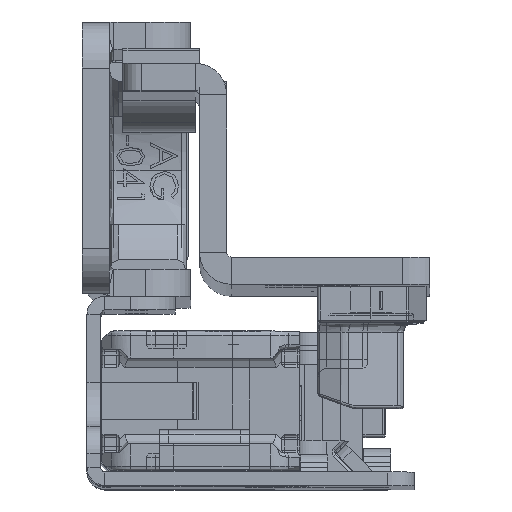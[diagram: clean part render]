
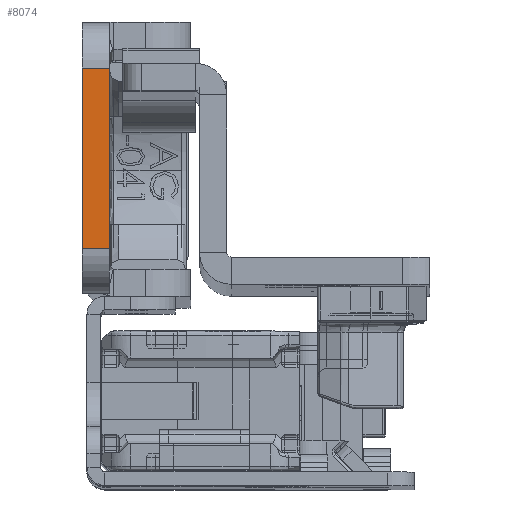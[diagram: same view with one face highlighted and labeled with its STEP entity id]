
A CAD part, top view. The second image highlights one B-rep face of the part: STEP entity #8074.
In plain terms, the highlighted planar face has unit normal (0, 0, 1).
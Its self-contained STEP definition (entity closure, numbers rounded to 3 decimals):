
#572 = LINE ( 'NONE', #28021, #8164 ) ;
#5850 = VERTEX_POINT ( 'NONE', #15076 ) ;
#6118 = CARTESIAN_POINT ( 'NONE',  ( 0., -22.5, 0. ) ) ;
#8074 = ADVANCED_FACE ( 'NONE', ( #31877 ), #9246, .F. ) ;
#8164 = VECTOR ( 'NONE', #44140, 1000. ) ;
#9246 = PLANE ( 'NONE',  #17178 ) ;
#10299 = VECTOR ( 'NONE', #61395, 1000. ) ;
#10458 = VECTOR ( 'NONE', #68585, 1000. ) ;
#13772 = LINE ( 'NONE', #18519, #10458 ) ;
#14275 = ORIENTED_EDGE ( 'NONE', *, *, #70268, .T. ) ;
#15076 = CARTESIAN_POINT ( 'NONE',  ( 3., 10., 0. ) ) ;
#17178 = AXIS2_PLACEMENT_3D ( 'NONE', #48720, #37021, #35674 ) ;
#18519 = CARTESIAN_POINT ( 'NONE',  ( 3., -22.5, 0. ) ) ;
#21820 = VECTOR ( 'NONE', #68257, 1000. ) ;
#22067 = ORIENTED_EDGE ( 'NONE', *, *, #40848, .T. ) ;
#24794 = CARTESIAN_POINT ( 'NONE',  ( 0., -10., 0. ) ) ;
#26153 = ORIENTED_EDGE ( 'NONE', *, *, #33214, .F. ) ;
#28021 = CARTESIAN_POINT ( 'NONE',  ( 3., 10., 0. ) ) ;
#30064 = ORIENTED_EDGE ( 'NONE', *, *, #31658, .F. ) ;
#31658 = EDGE_CURVE ( 'NONE', #47764, #71264, #50094, .T. ) ;
#31877 = FACE_OUTER_BOUND ( 'NONE', #34052, .T. ) ;
#33214 = EDGE_CURVE ( 'NONE', #5850, #47764, #13772, .T. ) ;
#34052 = EDGE_LOOP ( 'NONE', ( #30064, #26153, #14275, #22067 ) ) ;
#35010 = LINE ( 'NONE', #6118, #21820 ) ;
#35674 = DIRECTION ( 'NONE',  ( -1., 0., 0. ) ) ;
#37021 = DIRECTION ( 'NONE',  ( 0., 0., -1. ) ) ;
#40848 = EDGE_CURVE ( 'NONE', #42969, #71264, #35010, .T. ) ;
#42969 = VERTEX_POINT ( 'NONE', #63352 ) ;
#44140 = DIRECTION ( 'NONE',  ( -1., 0., 0. ) ) ;
#47764 = VERTEX_POINT ( 'NONE', #60584 ) ;
#48720 = CARTESIAN_POINT ( 'NONE',  ( 3., -22.5, 0. ) ) ;
#50094 = LINE ( 'NONE', #65820, #10299 ) ;
#60584 = CARTESIAN_POINT ( 'NONE',  ( 3., -10., 0. ) ) ;
#61395 = DIRECTION ( 'NONE',  ( -1., 0., 0. ) ) ;
#63352 = CARTESIAN_POINT ( 'NONE',  ( 0., 10., 0. ) ) ;
#65820 = CARTESIAN_POINT ( 'NONE',  ( 3., -10., 0. ) ) ;
#68257 = DIRECTION ( 'NONE',  ( 0., -1., 0. ) ) ;
#68585 = DIRECTION ( 'NONE',  ( 0., -1., 0. ) ) ;
#70268 = EDGE_CURVE ( 'NONE', #5850, #42969, #572, .T. ) ;
#71264 = VERTEX_POINT ( 'NONE', #24794 ) ;
